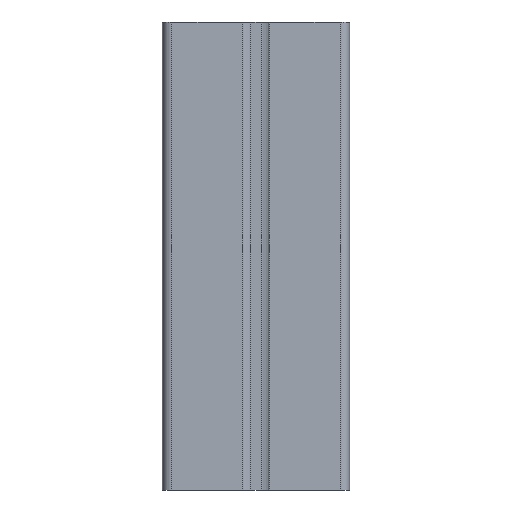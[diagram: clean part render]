
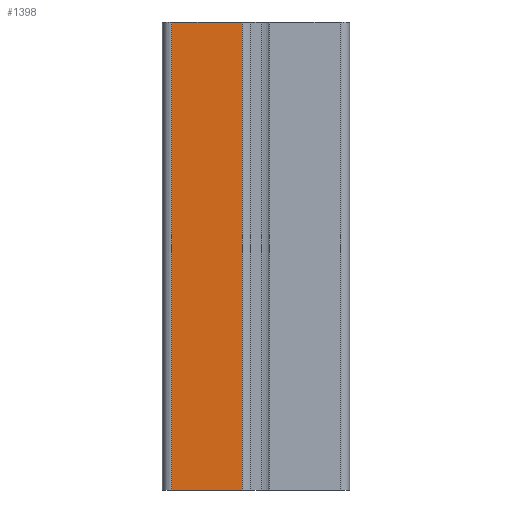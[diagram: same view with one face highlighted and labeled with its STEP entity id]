
A CAD part, front view. The second image highlights one B-rep face of the part: STEP entity #1398.
In plain terms, the highlighted planar face has unit normal (0, -1, 0).
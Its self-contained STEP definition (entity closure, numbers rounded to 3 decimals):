
#19=PLANE('',#1476);
#58=FACE_OUTER_BOUND('',#132,.T.);
#132=EDGE_LOOP('',(#933,#934,#935,#936));
#209=LINE('',#2063,#353);
#211=LINE('',#2069,#355);
#212=LINE('',#2071,#356);
#213=LINE('',#2072,#357);
#353=VECTOR('',#1625,100.);
#355=VECTOR('',#1631,15.1);
#356=VECTOR('',#1632,100.);
#357=VECTOR('',#1633,15.1);
#570=VERTEX_POINT('',#2060);
#571=VERTEX_POINT('',#2062);
#573=VERTEX_POINT('',#2068);
#574=VERTEX_POINT('',#2070);
#714=EDGE_CURVE('',#570,#571,#209,.T.);
#717=EDGE_CURVE('',#573,#570,#211,.T.);
#718=EDGE_CURVE('',#574,#573,#212,.T.);
#719=EDGE_CURVE('',#571,#574,#213,.T.);
#933=ORIENTED_EDGE('',*,*,#714,.F.);
#934=ORIENTED_EDGE('',*,*,#717,.F.);
#935=ORIENTED_EDGE('',*,*,#718,.F.);
#936=ORIENTED_EDGE('',*,*,#719,.F.);
#1398=ADVANCED_FACE('',(#58),#19,.T.);
#1476=AXIS2_PLACEMENT_3D('',#2067,#1629,#1630);
#1625=DIRECTION('',(0.,0.,-1.));
#1629=DIRECTION('center_axis',(0.,-1.,0.));
#1630=DIRECTION('ref_axis',(1.,0.,0.));
#1631=DIRECTION('',(1.,0.,0.));
#1632=DIRECTION('',(0.,0.,1.));
#1633=DIRECTION('',(-1.,0.,0.));
#2060=CARTESIAN_POINT('',(-2.9,0.,100.));
#2062=CARTESIAN_POINT('',(-2.9,0.,0.));
#2063=CARTESIAN_POINT('',(-2.9,0.,50.));
#2067=CARTESIAN_POINT('Origin',(-20.,0.,0.));
#2068=CARTESIAN_POINT('',(-18.,0.,100.));
#2069=CARTESIAN_POINT('',(20.,0.,100.));
#2070=CARTESIAN_POINT('',(-18.,0.,0.));
#2071=CARTESIAN_POINT('',(-18.,0.,0.));
#2072=CARTESIAN_POINT('',(20.,0.,0.));
